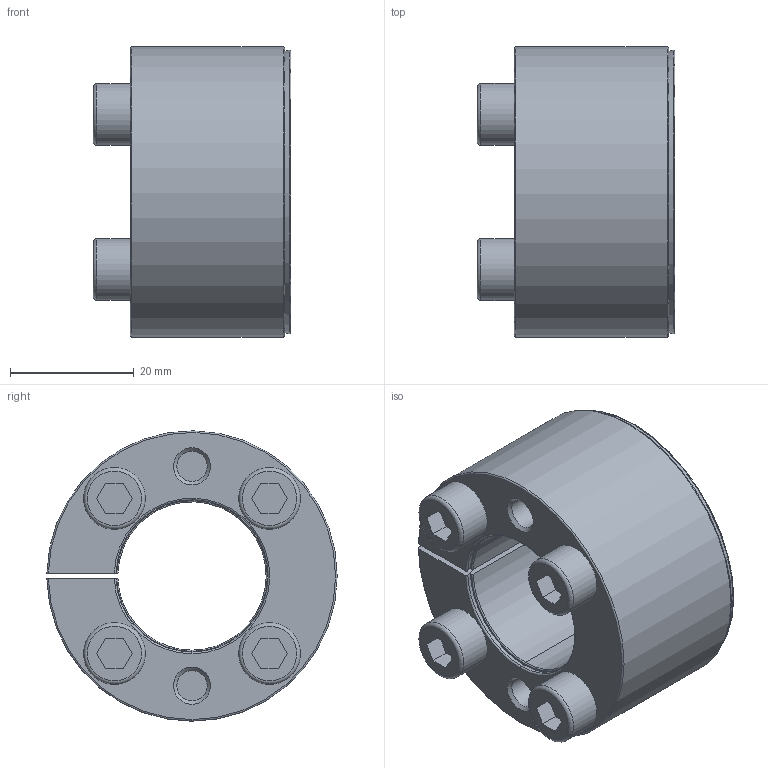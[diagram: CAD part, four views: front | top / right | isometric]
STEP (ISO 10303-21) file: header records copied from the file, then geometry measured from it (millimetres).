
FILE_DESCRIPTION(/* description */ ('Alibre Inc.'),/* implementation_level */ '2;1');
FILE_NAME(/* name */ 'export-5FF12EA3-44DB-4034-8C17-E4C097B0F965',/* time_stamp */ '2019-12-30T20:38:09+01:00',/* author */ (''),/* organization */ (''),/* preprocessor_version */ 'ST-DEVELOPER v17',/* originating_system */ 'Alibre',/* authorisation */ '');
FILE_SCHEMA (('AUTOMOTIVE_DESIGN'));
Length unit declared in the file: millimetre
Bounding box: 32 x 46.99 x 47 mm (x, y, z)
Volume: 27137.6 mm3; surface area: 19638.8 mm2
Topology: 6 solids, 6 shells, 134 faces, 327 edges, 213 vertices
Faces by surface type: plane 50, torus 30, cone 28, cylinder 26
Full cylindrical faces by diameter (mm): 4.917 x6, 6 x4, 6.3 x4, 10 x4
Entity records: 3305 total; most frequent: CARTESIAN_POINT 1060, DIRECTION 427, ORIENTED_EDGE 426, EDGE_CURVE 213, AXIS2_PLACEMENT_3D 195, VERTEX_POINT 138, CIRCLE 110, EDGE_LOOP 105
